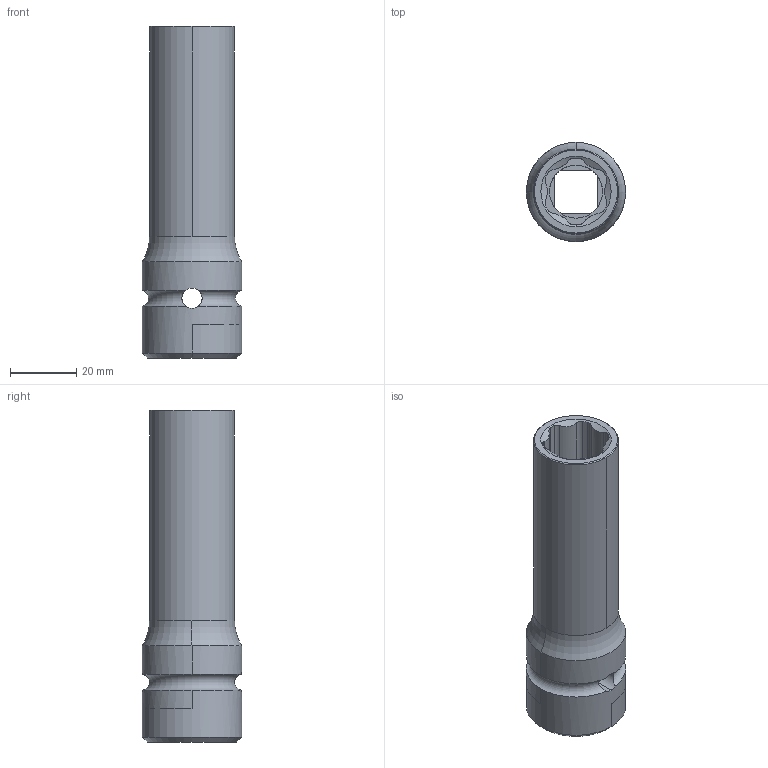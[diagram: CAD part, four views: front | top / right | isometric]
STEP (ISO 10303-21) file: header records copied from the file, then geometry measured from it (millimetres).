
FILE_DESCRIPTION((''),'2;1');
FILE_NAME('4027131317','2023-08-22T10:05:33',('A00565553'),(''),'CREO PARAMETRIC BY PTC INC, 2022414','CREO PARAMETRIC BY PTC INC, 2022414','');
FILE_SCHEMA(('CONFIG_CONTROL_DESIGN','GEOMETRIC_VALIDATION_PROPERTIES_MIM'));
Length unit declared in the file: millimetre
Products named in the file (1): 4027131317
Bounding box: 29.9 x 29.9 x 100 mm (x, y, z)
Volume: 34692.2 mm3; surface area: 14764.3 mm2
Topology: 1 solids, 1 shells, 71 faces, 196 edges, 126 vertices
Faces by surface type: cylinder 42, plane 15, cone 10, torus 4
Entity records: 2602 total; most frequent: CARTESIAN_POINT 653, DIRECTION 392, ORIENTED_EDGE 392, EDGE_CURVE 196, AXIS2_PLACEMENT_3D 161, VERTEX_POINT 126, CIRCLE 90, EDGE_LOOP 76
